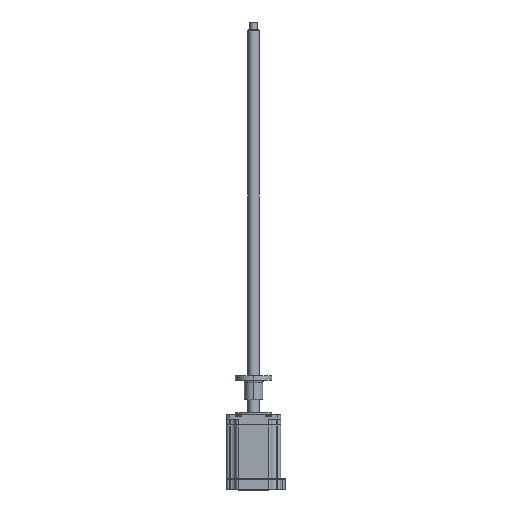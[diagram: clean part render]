
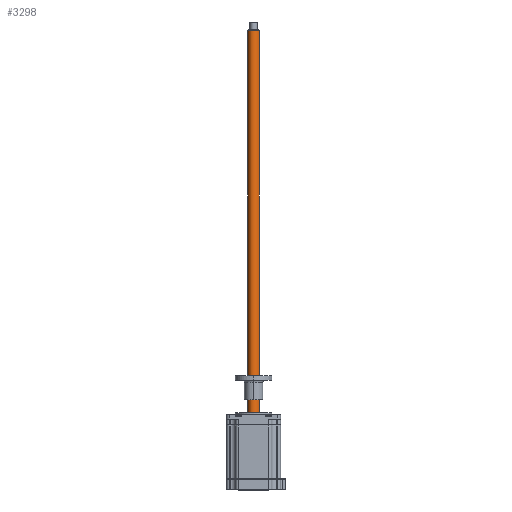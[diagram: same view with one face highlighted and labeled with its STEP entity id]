
A CAD part, top view. The second image highlights one B-rep face of the part: STEP entity #3298.
In plain terms, the highlighted cylindrical face has radius 6 mm (diameter 12 mm), a partial arc.
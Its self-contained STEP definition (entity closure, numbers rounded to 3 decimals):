
#164 = ORIENTED_EDGE ( 'NONE', *, *, #6584, .F. ) ;
#772 = CARTESIAN_POINT ( 'NONE',  ( -17.293, 419.999, 33.35 ) ) ;
#935 = AXIS2_PLACEMENT_3D ( 'NONE', #10597, #7858, #2524 ) ;
#939 = CARTESIAN_POINT ( 'NONE',  ( -11.296, 420.999, 33.537 ) ) ;
#1635 = CARTESIAN_POINT ( 'NONE',  ( -11.296, 20.999, 33.537 ) ) ;
#1681 = DIRECTION ( 'NONE',  ( 1., 0., 0.031 ) ) ;
#1706 = EDGE_CURVE ( 'NONE', #7976, #6710, #5396, .T. ) ;
#2333 = LINE ( 'NONE', #939, #8615 ) ;
#2524 = DIRECTION ( 'NONE',  ( -1., 0., -0.031 ) ) ;
#3211 = AXIS2_PLACEMENT_3D ( 'NONE', #772, #6998, #1681 ) ;
#3298 = ADVANCED_FACE ( 'NONE', ( #10699 ), #7962, .T. ) ;
#3325 = VERTEX_POINT ( 'NONE', #7902 ) ;
#3668 = VERTEX_POINT ( 'NONE', #10181 ) ;
#3781 = CARTESIAN_POINT ( 'NONE',  ( -23.29, 20.999, 33.163 ) ) ;
#4171 = ORIENTED_EDGE ( 'NONE', *, *, #6340, .T. ) ;
#4269 = LINE ( 'NONE', #5660, #11205 ) ;
#4762 = DIRECTION ( 'NONE',  ( 0., -1., 0. ) ) ;
#5396 = CIRCLE ( 'NONE', #7263, 6. ) ;
#5660 = CARTESIAN_POINT ( 'NONE',  ( -23.29, 420.999, 33.163 ) ) ;
#6262 = DIRECTION ( 'NONE',  ( 0., -1., 0. ) ) ;
#6340 = EDGE_CURVE ( 'NONE', #3325, #3668, #9164, .T. ) ;
#6391 = EDGE_LOOP ( 'NONE', ( #164, #4171, #8426, #7140 ) ) ;
#6572 = DIRECTION ( 'NONE',  ( 0., -1., 0. ) ) ;
#6584 = EDGE_CURVE ( 'NONE', #3325, #7976, #2333, .T. ) ;
#6710 = VERTEX_POINT ( 'NONE', #3781 ) ;
#6794 = EDGE_CURVE ( 'NONE', #3668, #6710, #4269, .T. ) ;
#6998 = DIRECTION ( 'NONE',  ( 0., -1., 0. ) ) ;
#7140 = ORIENTED_EDGE ( 'NONE', *, *, #1706, .F. ) ;
#7263 = AXIS2_PLACEMENT_3D ( 'NONE', #10175, #4762, #11084 ) ;
#7858 = DIRECTION ( 'NONE',  ( 0., -1., 0. ) ) ;
#7902 = CARTESIAN_POINT ( 'NONE',  ( -11.296, 419.999, 33.537 ) ) ;
#7962 = CYLINDRICAL_SURFACE ( 'NONE', #935, 6. ) ;
#7976 = VERTEX_POINT ( 'NONE', #1635 ) ;
#8426 = ORIENTED_EDGE ( 'NONE', *, *, #6794, .T. ) ;
#8615 = VECTOR ( 'NONE', #6262, 1000. ) ;
#9164 = CIRCLE ( 'NONE', #3211, 6. ) ;
#10175 = CARTESIAN_POINT ( 'NONE',  ( -17.293, 20.999, 33.35 ) ) ;
#10181 = CARTESIAN_POINT ( 'NONE',  ( -23.29, 419.999, 33.163 ) ) ;
#10597 = CARTESIAN_POINT ( 'NONE',  ( -17.293, 420.999, 33.35 ) ) ;
#10699 = FACE_OUTER_BOUND ( 'NONE', #6391, .T. ) ;
#11084 = DIRECTION ( 'NONE',  ( -1., 0., -0.031 ) ) ;
#11205 = VECTOR ( 'NONE', #6572, 1000. ) ;
